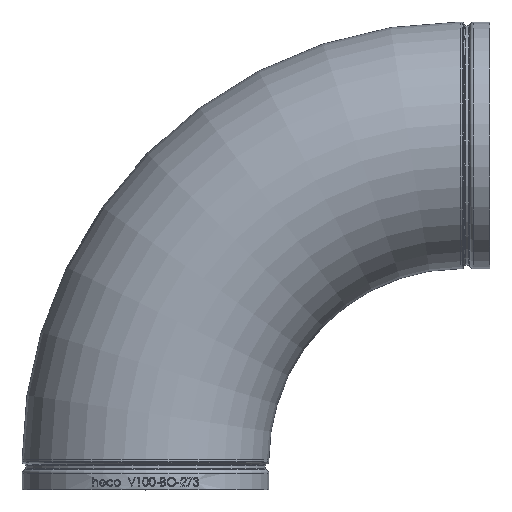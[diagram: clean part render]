
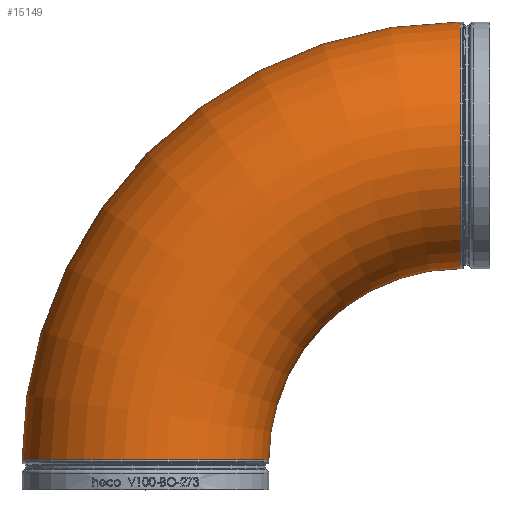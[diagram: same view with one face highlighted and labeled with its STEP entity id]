
A CAD part, top view. The second image highlights one B-rep face of the part: STEP entity #15149.
In plain terms, the highlighted toroidal (fillet/blend) face has major radius 347.941 mm and minor radius 136.525 mm.
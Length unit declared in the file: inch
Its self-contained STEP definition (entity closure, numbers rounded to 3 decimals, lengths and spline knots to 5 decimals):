
#696 = ORIENTED_EDGE ( 'NONE', *, *, #7231, .F. ) ;
#916 = CARTESIAN_POINT ( 'NONE',  ( 0., -13.69847, 0. ) ) ;
#2048 = FACE_OUTER_BOUND ( 'NONE', #20538, .T. ) ;
#4310 = DIRECTION ( 'NONE',  ( 1., 0., 0. ) ) ;
#6265 = VERTEX_POINT ( 'NONE', #17193 ) ;
#7231 = EDGE_CURVE ( 'NONE', #6265, #6265, #20359, .T. ) ;
#7924 = TOROIDAL_SURFACE ( 'NONE', #30504, 13.69847, 5.375 ) ;
#10193 = CIRCLE ( 'NONE', #25417, 5.375 ) ;
#12188 = DIRECTION ( 'NONE',  ( 0., 0., -1. ) ) ;
#15149 = ADVANCED_FACE ( 'NONE', ( #2048, #27898 ), #7924, .T. ) ;
#17193 = CARTESIAN_POINT ( 'NONE',  ( 0., -13.69847, -5.375 ) ) ;
#18026 = VERTEX_POINT ( 'NONE', #19372 ) ;
#18757 = EDGE_CURVE ( 'NONE', #18026, #18026, #10193, .T. ) ;
#19372 = CARTESIAN_POINT ( 'NONE',  ( 13.69847, 0., -5.375 ) ) ;
#19709 = AXIS2_PLACEMENT_3D ( 'NONE', #916, #20858, #23050 ) ;
#20359 = CIRCLE ( 'NONE', #19709, 5.375 ) ;
#20538 = EDGE_LOOP ( 'NONE', ( #696 ) ) ;
#20858 = DIRECTION ( 'NONE',  ( 0., -1., 0. ) ) ;
#21613 = CARTESIAN_POINT ( 'NONE',  ( 13.69847, -13.69847, 0. ) ) ;
#23050 = DIRECTION ( 'NONE',  ( 0., 0., -1. ) ) ;
#25085 = CARTESIAN_POINT ( 'NONE',  ( 13.69847, 0., 0. ) ) ;
#25417 = AXIS2_PLACEMENT_3D ( 'NONE', #25085, #27173, #12188 ) ;
#26137 = EDGE_LOOP ( 'NONE', ( #26601 ) ) ;
#26601 = ORIENTED_EDGE ( 'NONE', *, *, #18757, .F. ) ;
#27173 = DIRECTION ( 'NONE',  ( 1., 0., 0. ) ) ;
#27898 = FACE_OUTER_BOUND ( 'NONE', #26137, .T. ) ;
#30504 = AXIS2_PLACEMENT_3D ( 'NONE', #21613, #31682, #4310 ) ;
#31682 = DIRECTION ( 'NONE',  ( 0., 0., 1. ) ) ;
